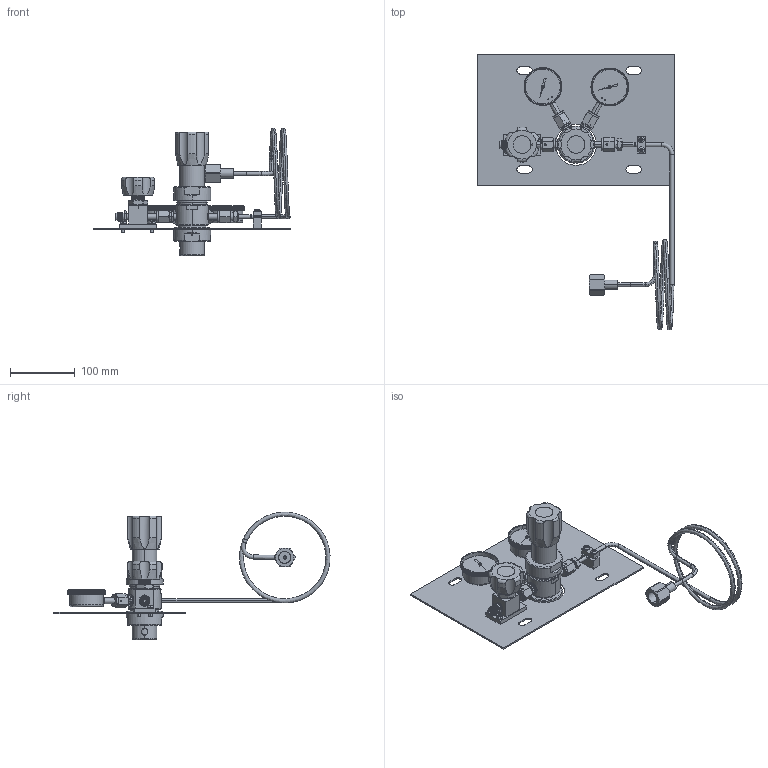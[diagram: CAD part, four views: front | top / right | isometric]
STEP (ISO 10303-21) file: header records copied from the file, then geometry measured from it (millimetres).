
FILE_DESCRIPTION((''),'2;1');
FILE_NAME('9002-9467-V-718_ASM','2020-12-15T13:50:54',('CRosado'),('MATHESON TRI-GAS'),'CREO PARAMETRIC BY PTC INC, 2018260','CREO PARAMETRIC BY PTC INC, 2018260','');
FILE_SCHEMA(('CONFIG_CONTROL_DESIGN'));
Length unit declared in the file: inch
Products named in the file (23): MBLO-0107-AB; MVLV-0581-SA; MSPA-0014-AB; ____BODY_NONE; NEEDLE_NONE; GLAND_2; S404-0218; MGAG-0017-SA_ASM; MGAG-0023-SA_ASM; MSCR-0039-SZ; MPGT-0979-PT1; MPGT-0979-PT20001; MPGT-0979-PT2_ASM; MPGT-0979-PT30001; MPGT-0979-PT3_ASM; MGLN-0042-SA; MNUT-0046-SA; MCNN-0465-SA; MPGT-0979-SA_ASM; MPLA-0392-SA; MREG-1829-SA; MSCR-0066-SZ; 9002-9467-V-718_ASM
Assembly tree (30 placements, depth 4):
  9002-9467-V-718_ASM
    MBLO-0107-AB
    MVLV-0581-SA
    MSPA-0014-AB
    MGAG-0017-SA_ASM
      ____BODY_NONE
      NEEDLE_NONE
      GLAND_2
      S404-0218
    MGAG-0023-SA_ASM
      ____BODY_NONE
      NEEDLE_NONE
      GLAND_2
      S404-0218
    MSCR-0039-SZ  x4
    MPGT-0979-SA_ASM
      MPGT-0979-PT1
      MPGT-0979-PT2_ASM
        MPGT-0979-PT20001
      MPGT-0979-PT3_ASM
        MPGT-0979-PT30001
      MGLN-0042-SA
      MNUT-0046-SA
      MCNN-0465-SA
    MPLA-0392-SA
    MREG-1829-SA
    MSCR-0066-SZ  x2
Bounding box: 304.8 x 425.29 x 196.29 mm (x, y, z)
Volume: 695944.4 mm3; surface area: 293313.9 mm2
Topology: 29 solids, 37 shells, 3851 faces, 10446 edges, 6775 vertices
Faces by surface type: cylinder 2834, plane 422, cone 419, torus 148, sphere 18, bspline 10
Entity records: 88184 total; most frequent: CARTESIAN_POINT 21994, DIRECTION 15047, ORIENTED_EDGE 13446, EDGE_CURVE 6731, AXIS2_PLACEMENT_3D 6316, VERTEX_POINT 4312, CIRCLE 3674, EDGE_LOOP 2763
